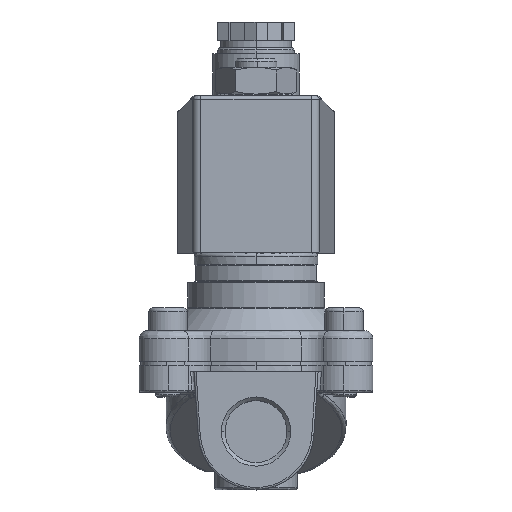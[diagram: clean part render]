
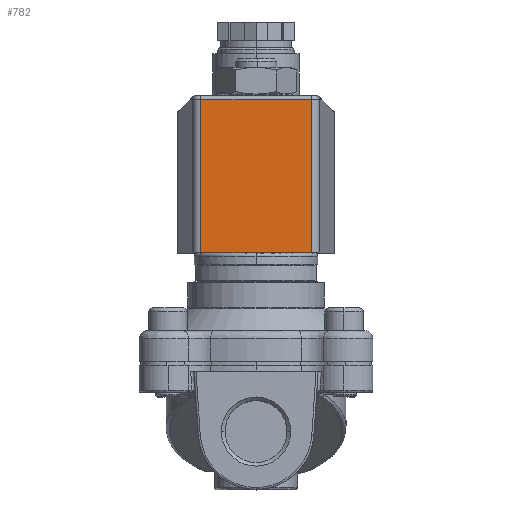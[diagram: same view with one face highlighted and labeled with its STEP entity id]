
A CAD part, top view. The second image highlights one B-rep face of the part: STEP entity #782.
In plain terms, the highlighted planar face has unit normal (0, 0, 1).
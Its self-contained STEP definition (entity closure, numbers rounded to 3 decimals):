
#475 = VERTEX_POINT ( 'NONE', #5908 ) ;
#782 = ADVANCED_FACE ( 'NONE', ( #8368 ), #1643, .F. ) ;
#1261 = ORIENTED_EDGE ( 'NONE', *, *, #2329, .F. ) ;
#1643 = PLANE ( 'NONE',  #10075 ) ;
#2298 = LINE ( 'NONE', #17444, #18878 ) ;
#2329 = EDGE_CURVE ( 'NONE', #475, #8119, #15617, .T. ) ;
#2481 = ORIENTED_EDGE ( 'NONE', *, *, #18404, .T. ) ;
#2577 = CARTESIAN_POINT ( 'NONE',  ( -13.3, 43.15, 23. ) ) ;
#2828 = VECTOR ( 'NONE', #20222, 1000. ) ;
#3154 = EDGE_LOOP ( 'NONE', ( #4741, #1261, #2481, #11119 ) ) ;
#3309 = CARTESIAN_POINT ( 'NONE',  ( -13.3, 43.15, 23. ) ) ;
#3389 = CARTESIAN_POINT ( 'NONE',  ( -16.974, 43.15, 23. ) ) ;
#4615 = EDGE_CURVE ( 'NONE', #7869, #10663, #8489, .T. ) ;
#4741 = ORIENTED_EDGE ( 'NONE', *, *, #7011, .F. ) ;
#5908 = CARTESIAN_POINT ( 'NONE',  ( -13.3, 43.15, 23. ) ) ;
#7011 = EDGE_CURVE ( 'NONE', #8119, #7869, #2298, .T. ) ;
#7869 = VERTEX_POINT ( 'NONE', #10033 ) ;
#8119 = VERTEX_POINT ( 'NONE', #15461 ) ;
#8368 = FACE_OUTER_BOUND ( 'NONE', #3154, .T. ) ;
#8489 = LINE ( 'NONE', #18190, #12293 ) ;
#9384 = DIRECTION ( 'NONE',  ( 1., 0., 0. ) ) ;
#10033 = CARTESIAN_POINT ( 'NONE',  ( 13.3, 80.15, 23. ) ) ;
#10075 = AXIS2_PLACEMENT_3D ( 'NONE', #3309, #12212, #18759 ) ;
#10636 = LINE ( 'NONE', #3389, #11191 ) ;
#10663 = VERTEX_POINT ( 'NONE', #17290 ) ;
#11119 = ORIENTED_EDGE ( 'NONE', *, *, #4615, .F. ) ;
#11191 = VECTOR ( 'NONE', #14616, 1000. ) ;
#12212 = DIRECTION ( 'NONE',  ( 0., 0., -1. ) ) ;
#12293 = VECTOR ( 'NONE', #13429, 1000. ) ;
#13429 = DIRECTION ( 'NONE',  ( 0., -1., 0. ) ) ;
#14616 = DIRECTION ( 'NONE',  ( 1., 0., 0. ) ) ;
#15461 = CARTESIAN_POINT ( 'NONE',  ( -13.3, 80.15, 23. ) ) ;
#15617 = LINE ( 'NONE', #2577, #2828 ) ;
#17290 = CARTESIAN_POINT ( 'NONE',  ( 13.3, 43.15, 23. ) ) ;
#17444 = CARTESIAN_POINT ( 'NONE',  ( -13.3, 80.15, 23. ) ) ;
#18190 = CARTESIAN_POINT ( 'NONE',  ( 13.3, 43.15, 23. ) ) ;
#18404 = EDGE_CURVE ( 'NONE', #475, #10663, #10636, .T. ) ;
#18759 = DIRECTION ( 'NONE',  ( 0., 1., 0. ) ) ;
#18878 = VECTOR ( 'NONE', #9384, 1000. ) ;
#20222 = DIRECTION ( 'NONE',  ( 0., 1., 0. ) ) ;
